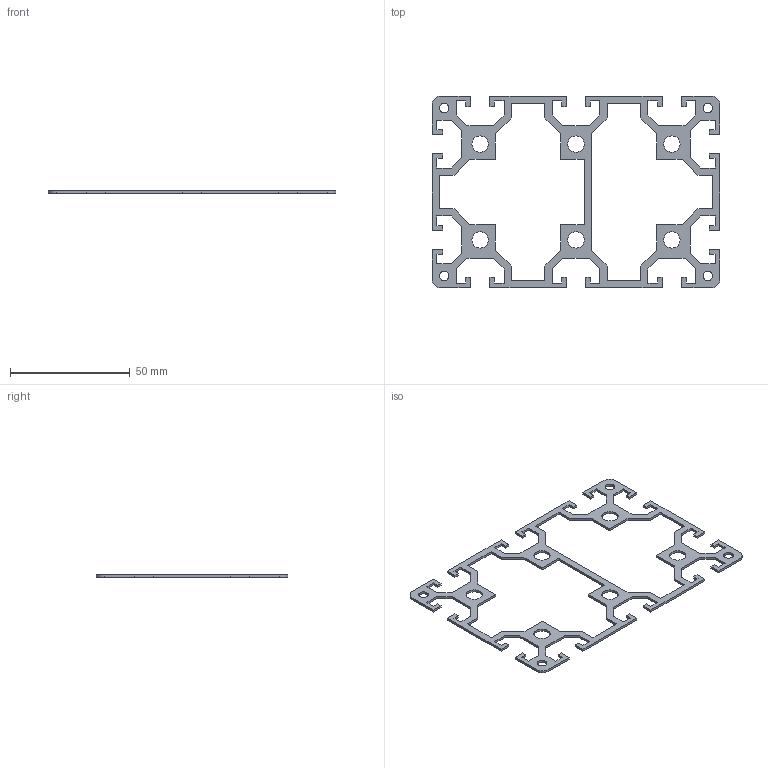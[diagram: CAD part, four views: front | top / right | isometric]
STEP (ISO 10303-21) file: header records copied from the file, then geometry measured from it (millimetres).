
FILE_DESCRIPTION((''),'2;1');
FILE_NAME('SP542_extern.ipt.step','2007-09-10T15:10:20',(''),(''),'Autodesk Inventor 11','Autodesk Inventor 11','');
FILE_SCHEMA(('AUTOMOTIVE_DESIGN { 1 0 10303 214 1 1 1 1 }'));
Length unit declared in the file: millimetre
Products named in the file (1): SP542_extern
Bounding box: 120 x 80 x 1 mm (x, y, z)
Volume: 2557.8 mm3; surface area: 6690.6 mm2
Topology: 1 solids, 1 shells, 204 faces, 616 edges, 414 vertices
Faces by surface type: plane 190, bspline 10, cylinder 4
Entity records: 6869 total; most frequent: CARTESIAN_POINT 1375, ORIENTED_EDGE 1192, DIRECTION 1014, EDGE_CURVE 596, VECTOR 568, LINE 568, VERTEX_POINT 404, EDGE_LOOP 238
